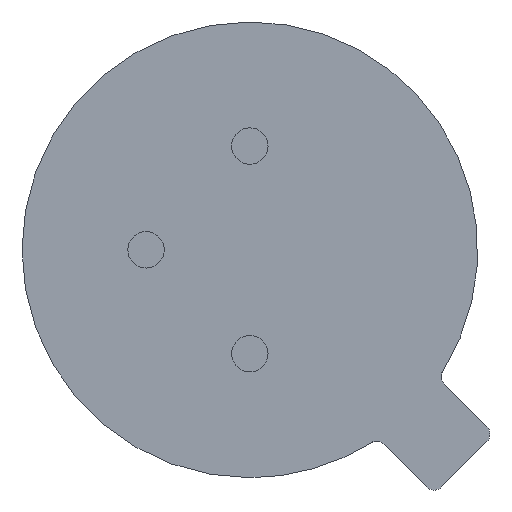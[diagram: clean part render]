
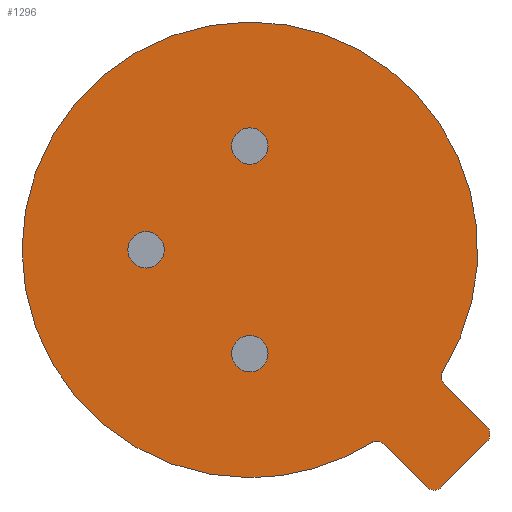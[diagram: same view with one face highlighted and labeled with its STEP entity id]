
A CAD part, front view. The second image highlights one B-rep face of the part: STEP entity #1296.
In plain terms, the highlighted planar face has unit normal (0, -1, 0).
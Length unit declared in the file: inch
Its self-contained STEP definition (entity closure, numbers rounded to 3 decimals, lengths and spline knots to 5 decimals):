
#1 = CARTESIAN_POINT ( 'NONE',  ( 0.10975, 0., 0. ) ) ;
#9 = EDGE_LOOP ( 'NONE', ( #1268, #225, #492, #1197, #1429, #764, #868, #755, #631, #815 ) ) ;
#27 = DIRECTION ( 'NONE',  ( 0., -1., 0. ) ) ;
#28 = EDGE_LOOP ( 'NONE', ( #459, #353 ) ) ;
#29 = DIRECTION ( 'NONE',  ( 0., -1., 0. ) ) ;
#31 = DIRECTION ( 'NONE',  ( 0., -1., 0. ) ) ;
#33 = DIRECTION ( 'NONE',  ( 0., -1., 0. ) ) ;
#42 = ORIENTED_EDGE ( 'NONE', *, *, #1382, .F. ) ;
#50 = DIRECTION ( 'NONE',  ( 0., -1., 0. ) ) ;
#55 = CARTESIAN_POINT ( 'NONE',  ( 0.11067, 0., -0.08875 ) ) ;
#60 = EDGE_CURVE ( 'NONE', #1398, #1210, #1099, .T. ) ;
#75 = VERTEX_POINT ( 'NONE', #495 ) ;
#80 = DIRECTION ( 'NONE',  ( 0., 1., 0. ) ) ;
#104 = AXIS2_PLACEMENT_3D ( 'NONE', #549, #973, #316 ) ;
#105 = DIRECTION ( 'NONE',  ( 0., -1., 0. ) ) ;
#125 = VERTEX_POINT ( 'NONE', #1229 ) ;
#129 = EDGE_CURVE ( 'NONE', #1210, #1398, #1327, .T. ) ;
#157 = VECTOR ( 'NONE', #193, 39.37008 ) ;
#164 = DIRECTION ( 'NONE',  ( 0., 0., -1. ) ) ;
#166 = EDGE_CURVE ( 'NONE', #261, #626, #466, .T. ) ;
#188 = AXIS2_PLACEMENT_3D ( 'NONE', #864, #80, #762 ) ;
#193 = DIRECTION ( 'NONE',  ( 0.707, 0., -0.707 ) ) ;
#208 = AXIS2_PLACEMENT_3D ( 'NONE', #814, #27, #1352 ) ;
#224 = CIRCLE ( 'NONE', #902, 0.00875 ) ;
#225 = ORIENTED_EDGE ( 'NONE', *, *, #1172, .T. ) ;
#233 = CARTESIAN_POINT ( 'NONE',  ( 0.09228, 0., -0.1142 ) ) ;
#250 = CARTESIAN_POINT ( 'NONE',  ( 0., 0., 0.05 ) ) ;
#261 = VERTEX_POINT ( 'NONE', #1160 ) ;
#268 = EDGE_CURVE ( 'NONE', #125, #756, #971, .T. ) ;
#284 = EDGE_CURVE ( 'NONE', #1284, #996, #388, .T. ) ;
#316 = DIRECTION ( 'NONE',  ( 0., 0., -1. ) ) ;
#334 = ORIENTED_EDGE ( 'NONE', *, *, #60, .F. ) ;
#353 = ORIENTED_EDGE ( 'NONE', *, *, #1241, .F. ) ;
#364 = DIRECTION ( 'NONE',  ( 0., -1., 0. ) ) ;
#368 = VERTEX_POINT ( 'NONE', #799 ) ;
#388 = CIRCLE ( 'NONE', #571, 0.10975 ) ;
#403 = CARTESIAN_POINT ( 'NONE',  ( 0.08875, 0., -0.11067 ) ) ;
#418 = CIRCLE ( 'NONE', #433, 0.005 ) ;
#431 = CARTESIAN_POINT ( 'NONE',  ( 0.11774, 0., -0.08875 ) ) ;
#433 = AXIS2_PLACEMENT_3D ( 'NONE', #403, #1153, #517 ) ;
#459 = ORIENTED_EDGE ( 'NONE', *, *, #1219, .F. ) ;
#466 = LINE ( 'NONE', #656, #157 ) ;
#468 = DIRECTION ( 'NONE',  ( 0., -1., 0. ) ) ;
#479 = DIRECTION ( 'NONE',  ( 0., 0., -1. ) ) ;
#492 = ORIENTED_EDGE ( 'NONE', *, *, #811, .F. ) ;
#495 = CARTESIAN_POINT ( 'NONE',  ( 0.09361, 0., -0.06462 ) ) ;
#500 = FACE_BOUND ( 'NONE', #513, .T. ) ;
#513 = EDGE_LOOP ( 'NONE', ( #334, #1028 ) ) ;
#517 = DIRECTION ( 'NONE',  ( 0., 0., -1. ) ) ;
#528 = CIRCLE ( 'NONE', #188, 0.005 ) ;
#531 = EDGE_CURVE ( 'NONE', #745, #261, #528, .T. ) ;
#545 = CIRCLE ( 'NONE', #1085, 0.00875 ) ;
#549 = CARTESIAN_POINT ( 'NONE',  ( 0., 0., -0.05 ) ) ;
#564 = CIRCLE ( 'NONE', #1409, 0.005 ) ;
#571 = AXIS2_PLACEMENT_3D ( 'NONE', #844, #947, #1156 ) ;
#579 = LINE ( 'NONE', #431, #1416 ) ;
#618 = DIRECTION ( 'NONE',  ( 0., 0., -1. ) ) ;
#626 = VERTEX_POINT ( 'NONE', #635 ) ;
#627 = DIRECTION ( 'NONE',  ( 0., 0., -1. ) ) ;
#630 = CARTESIAN_POINT ( 'NONE',  ( 0.09073, 0., -0.06174 ) ) ;
#631 = ORIENTED_EDGE ( 'NONE', *, *, #1224, .T. ) ;
#634 = EDGE_LOOP ( 'NONE', ( #651, #42 ) ) ;
#635 = CARTESIAN_POINT ( 'NONE',  ( 0.08521, 0., -0.1142 ) ) ;
#638 = CARTESIAN_POINT ( 'NONE',  ( 0.1142, 0., -0.08521 ) ) ;
#647 = AXIS2_PLACEMENT_3D ( 'NONE', #55, #1387, #627 ) ;
#651 = ORIENTED_EDGE ( 'NONE', *, *, #954, .F. ) ;
#656 = CARTESIAN_POINT ( 'NONE',  ( 0.06174, 0., -0.09073 ) ) ;
#661 = FACE_OUTER_BOUND ( 'NONE', #9, .T. ) ;
#689 = DIRECTION ( 'NONE',  ( 0., 0., -1. ) ) ;
#712 = VECTOR ( 'NONE', #1389, 39.37008 ) ;
#715 = CIRCLE ( 'NONE', #1338, 0.10975 ) ;
#716 = DIRECTION ( 'NONE',  ( 0., 0., -1. ) ) ;
#723 = AXIS2_PLACEMENT_3D ( 'NONE', #1384, #33, #1250 ) ;
#745 = VERTEX_POINT ( 'NONE', #1383 ) ;
#755 = ORIENTED_EDGE ( 'NONE', *, *, #284, .T. ) ;
#756 = VERTEX_POINT ( 'NONE', #638 ) ;
#762 = DIRECTION ( 'NONE',  ( 0., 0., -1. ) ) ;
#764 = ORIENTED_EDGE ( 'NONE', *, *, #1092, .T. ) ;
#770 = VERTEX_POINT ( 'NONE', #917 ) ;
#799 = CARTESIAN_POINT ( 'NONE',  ( -0.05, 0., -0.00875 ) ) ;
#811 = EDGE_CURVE ( 'NONE', #125, #1072, #579, .T. ) ;
#814 = CARTESIAN_POINT ( 'NONE',  ( -0.05, 0., 0. ) ) ;
#815 = ORIENTED_EDGE ( 'NONE', *, *, #531, .T. ) ;
#819 = CARTESIAN_POINT ( 'NONE',  ( 0., 0., -0.05 ) ) ;
#822 = CARTESIAN_POINT ( 'NONE',  ( 0., 0., 0. ) ) ;
#825 = CARTESIAN_POINT ( 'NONE',  ( 0., 0., 0. ) ) ;
#844 = CARTESIAN_POINT ( 'NONE',  ( 0., 0., 0. ) ) ;
#849 = VERTEX_POINT ( 'NONE', #968 ) ;
#864 = CARTESIAN_POINT ( 'NONE',  ( 0.06108, 0., -0.09714 ) ) ;
#868 = ORIENTED_EDGE ( 'NONE', *, *, #899, .T. ) ;
#877 = VERTEX_POINT ( 'NONE', #906 ) ;
#886 = DIRECTION ( 'NONE',  ( 0., 0., -1. ) ) ;
#899 = EDGE_CURVE ( 'NONE', #849, #1284, #715, .T. ) ;
#902 = AXIS2_PLACEMENT_3D ( 'NONE', #1356, #29, #1030 ) ;
#906 = CARTESIAN_POINT ( 'NONE',  ( 0., 0., 0.04125 ) ) ;
#911 = CARTESIAN_POINT ( 'NONE',  ( 0., 0., -0.10975 ) ) ;
#917 = CARTESIAN_POINT ( 'NONE',  ( -0.05, 0., 0.00875 ) ) ;
#947 = DIRECTION ( 'NONE',  ( 0., -1., 0. ) ) ;
#954 = EDGE_CURVE ( 'NONE', #770, #368, #1279, .T. ) ;
#968 = CARTESIAN_POINT ( 'NONE',  ( 0.09291, 0., -0.05842 ) ) ;
#971 = CIRCLE ( 'NONE', #647, 0.005 ) ;
#973 = DIRECTION ( 'NONE',  ( 0., -1., 0. ) ) ;
#996 = VERTEX_POINT ( 'NONE', #911 ) ;
#1028 = ORIENTED_EDGE ( 'NONE', *, *, #129, .F. ) ;
#1030 = DIRECTION ( 'NONE',  ( 0., 0., -1. ) ) ;
#1050 = CARTESIAN_POINT ( 'NONE',  ( 0., 0., 0.05875 ) ) ;
#1072 = VERTEX_POINT ( 'NONE', #233 ) ;
#1078 = CIRCLE ( 'NONE', #1144, 0.10975 ) ;
#1085 = AXIS2_PLACEMENT_3D ( 'NONE', #250, #364, #479 ) ;
#1092 = EDGE_CURVE ( 'NONE', #75, #849, #564, .T. ) ;
#1099 = CIRCLE ( 'NONE', #1431, 0.00875 ) ;
#1124 = EDGE_CURVE ( 'NONE', #75, #756, #1274, .T. ) ;
#1136 = CARTESIAN_POINT ( 'NONE',  ( 0., 0., 0.10975 ) ) ;
#1144 = AXIS2_PLACEMENT_3D ( 'NONE', #825, #468, #689 ) ;
#1149 = CARTESIAN_POINT ( 'NONE',  ( 0.09714, 0., -0.06108 ) ) ;
#1153 = DIRECTION ( 'NONE',  ( 0., -1., 0. ) ) ;
#1156 = DIRECTION ( 'NONE',  ( 0., 0., -1. ) ) ;
#1159 = CARTESIAN_POINT ( 'NONE',  ( 0., 0., -0.05875 ) ) ;
#1160 = CARTESIAN_POINT ( 'NONE',  ( 0.06462, 0., -0.09361 ) ) ;
#1172 = EDGE_CURVE ( 'NONE', #626, #1072, #418, .T. ) ;
#1180 = DIRECTION ( 'NONE',  ( -0.707, 0., -0.707 ) ) ;
#1189 = FACE_BOUND ( 'NONE', #634, .T. ) ;
#1197 = ORIENTED_EDGE ( 'NONE', *, *, #268, .T. ) ;
#1204 = CIRCLE ( 'NONE', #723, 0.00875 ) ;
#1209 = VERTEX_POINT ( 'NONE', #1050 ) ;
#1210 = VERTEX_POINT ( 'NONE', #1159 ) ;
#1216 = PLANE ( 'NONE',  #1385 ) ;
#1219 = EDGE_CURVE ( 'NONE', #1209, #877, #1204, .T. ) ;
#1224 = EDGE_CURVE ( 'NONE', #996, #745, #1078, .T. ) ;
#1229 = CARTESIAN_POINT ( 'NONE',  ( 0.1142, 0., -0.09228 ) ) ;
#1237 = CARTESIAN_POINT ( 'NONE',  ( 0., 0., -0.04125 ) ) ;
#1241 = EDGE_CURVE ( 'NONE', #877, #1209, #545, .T. ) ;
#1250 = DIRECTION ( 'NONE',  ( 0., 0., -1. ) ) ;
#1258 = DIRECTION ( 'NONE',  ( 0., 1., 0. ) ) ;
#1268 = ORIENTED_EDGE ( 'NONE', *, *, #166, .T. ) ;
#1274 = LINE ( 'NONE', #630, #712 ) ;
#1279 = CIRCLE ( 'NONE', #208, 0.00875 ) ;
#1284 = VERTEX_POINT ( 'NONE', #1136 ) ;
#1296 = ADVANCED_FACE ( 'NONE', ( #1323, #1189, #500, #661 ), #1216, .T. ) ;
#1323 = FACE_BOUND ( 'NONE', #28, .T. ) ;
#1327 = CIRCLE ( 'NONE', #104, 0.00875 ) ;
#1338 = AXIS2_PLACEMENT_3D ( 'NONE', #822, #50, #164 ) ;
#1352 = DIRECTION ( 'NONE',  ( 0., 0., -1. ) ) ;
#1356 = CARTESIAN_POINT ( 'NONE',  ( -0.05, 0., 0. ) ) ;
#1382 = EDGE_CURVE ( 'NONE', #368, #770, #224, .T. ) ;
#1383 = CARTESIAN_POINT ( 'NONE',  ( 0.05842, 0., -0.09291 ) ) ;
#1384 = CARTESIAN_POINT ( 'NONE',  ( 0., 0., 0.05 ) ) ;
#1385 = AXIS2_PLACEMENT_3D ( 'NONE', #1, #105, #886 ) ;
#1387 = DIRECTION ( 'NONE',  ( 0., -1., 0. ) ) ;
#1389 = DIRECTION ( 'NONE',  ( 0.707, 0., -0.707 ) ) ;
#1398 = VERTEX_POINT ( 'NONE', #1237 ) ;
#1409 = AXIS2_PLACEMENT_3D ( 'NONE', #1149, #1258, #618 ) ;
#1416 = VECTOR ( 'NONE', #1180, 39.37008 ) ;
#1429 = ORIENTED_EDGE ( 'NONE', *, *, #1124, .F. ) ;
#1431 = AXIS2_PLACEMENT_3D ( 'NONE', #819, #31, #716 ) ;
